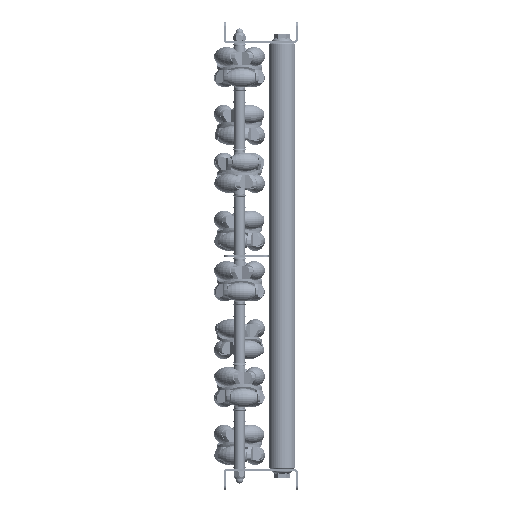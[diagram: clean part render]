
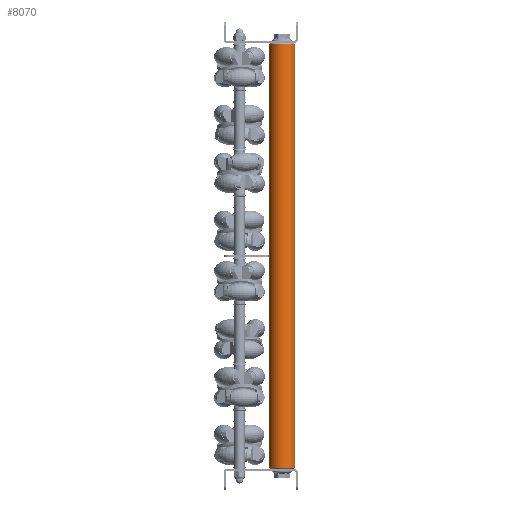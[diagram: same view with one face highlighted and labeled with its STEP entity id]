
A CAD part, left-side view. The second image highlights one B-rep face of the part: STEP entity #8070.
In plain terms, the highlighted cylindrical face has radius 12.5 mm (diameter 25 mm), a partial arc.
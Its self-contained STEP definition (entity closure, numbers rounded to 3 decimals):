
#834 = CARTESIAN_POINT ( 'NONE',  ( 400., 0., 12.5 ) ) ;
#882 = DIRECTION ( 'NONE',  ( 0., 0., -1. ) ) ;
#1467 = CIRCLE ( 'NONE', #11833, 12.5 ) ;
#2313 = CYLINDRICAL_SURFACE ( 'NONE', #20473, 12.5 ) ;
#3081 = LINE ( 'NONE', #834, #32768 ) ;
#5012 = VERTEX_POINT ( 'NONE', #18570 ) ;
#5674 = VERTEX_POINT ( 'NONE', #17594 ) ;
#7217 = EDGE_CURVE ( 'NONE', #5674, #5012, #11307, .T. ) ;
#8070 = ADVANCED_FACE ( 'NONE', ( #25675 ), #2313, .T. ) ;
#9418 = VERTEX_POINT ( 'NONE', #16982 ) ;
#9627 = LINE ( 'NONE', #16767, #15873 ) ;
#11307 = CIRCLE ( 'NONE', #28716, 12.5 ) ;
#11663 = ORIENTED_EDGE ( 'NONE', *, *, #31275, .F. ) ;
#11833 = AXIS2_PLACEMENT_3D ( 'NONE', #15575, #17962, #28350 ) ;
#12723 = CARTESIAN_POINT ( 'NONE',  ( 400., 0., 0. ) ) ;
#15575 = CARTESIAN_POINT ( 'NONE',  ( 1., 0., 0. ) ) ;
#15867 = DIRECTION ( 'NONE',  ( -1., 0., 0. ) ) ;
#15873 = VECTOR ( 'NONE', #30240, 1000. ) ;
#16569 = DIRECTION ( 'NONE',  ( -1., 0., 0. ) ) ;
#16767 = CARTESIAN_POINT ( 'NONE',  ( 400., 0., -12.5 ) ) ;
#16982 = CARTESIAN_POINT ( 'NONE',  ( 1., 0., 12.5 ) ) ;
#17594 = CARTESIAN_POINT ( 'NONE',  ( 399., 0., -12.5 ) ) ;
#17707 = VERTEX_POINT ( 'NONE', #24869 ) ;
#17962 = DIRECTION ( 'NONE',  ( 1., 0., 0. ) ) ;
#18570 = CARTESIAN_POINT ( 'NONE',  ( 399., 0., 12.5 ) ) ;
#18845 = ORIENTED_EDGE ( 'NONE', *, *, #32161, .T. ) ;
#19149 = CARTESIAN_POINT ( 'NONE',  ( 399., 0., 0. ) ) ;
#20473 = AXIS2_PLACEMENT_3D ( 'NONE', #12723, #25841, #33507 ) ;
#22563 = EDGE_CURVE ( 'NONE', #9418, #17707, #1467, .T. ) ;
#24558 = EDGE_LOOP ( 'NONE', ( #11663, #31343, #18845, #33534 ) ) ;
#24869 = CARTESIAN_POINT ( 'NONE',  ( 1., 0., -12.5 ) ) ;
#25675 = FACE_OUTER_BOUND ( 'NONE', #24558, .T. ) ;
#25841 = DIRECTION ( 'NONE',  ( -1., 0., 0. ) ) ;
#28350 = DIRECTION ( 'NONE',  ( 0., 0., -1. ) ) ;
#28716 = AXIS2_PLACEMENT_3D ( 'NONE', #19149, #16569, #882 ) ;
#30240 = DIRECTION ( 'NONE',  ( -1., 0., 0. ) ) ;
#31275 = EDGE_CURVE ( 'NONE', #5674, #17707, #9627, .T. ) ;
#31343 = ORIENTED_EDGE ( 'NONE', *, *, #7217, .T. ) ;
#32161 = EDGE_CURVE ( 'NONE', #5012, #9418, #3081, .T. ) ;
#32768 = VECTOR ( 'NONE', #15867, 1000. ) ;
#33507 = DIRECTION ( 'NONE',  ( 0., 0., 1. ) ) ;
#33534 = ORIENTED_EDGE ( 'NONE', *, *, #22563, .T. ) ;
